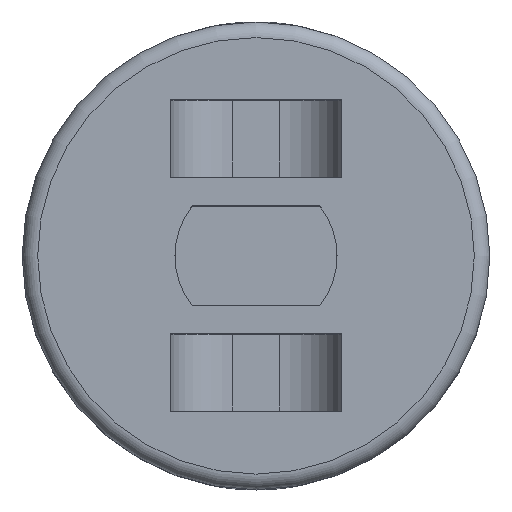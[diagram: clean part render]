
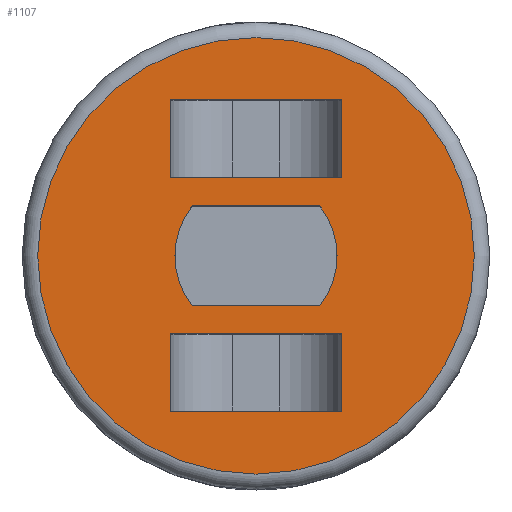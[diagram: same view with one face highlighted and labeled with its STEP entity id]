
A CAD part, top view. The second image highlights one B-rep face of the part: STEP entity #1107.
In plain terms, the highlighted planar face has unit normal (0, 0, 1).
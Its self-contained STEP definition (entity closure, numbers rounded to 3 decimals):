
#45=FACE_BOUND('',#179,.T.);
#46=FACE_BOUND('',#180,.T.);
#47=FACE_BOUND('',#181,.T.);
#67=PLANE('',#1209);
#106=FACE_OUTER_BOUND('',#178,.T.);
#178=EDGE_LOOP('',(#793));
#179=EDGE_LOOP('',(#794,#795,#796,#797));
#180=EDGE_LOOP('',(#798,#799,#800,#801));
#181=EDGE_LOOP('',(#802,#803,#804,#805));
#257=CIRCLE('',#1207,7.);
#259=CIRCLE('',#1210,2.6);
#260=CIRCLE('',#1211,2.6);
#348=LINE('',#2111,#403);
#349=LINE('',#2115,#404);
#350=LINE('',#2119,#405);
#351=LINE('',#2121,#406);
#352=LINE('',#2123,#407);
#353=LINE('',#2124,#408);
#354=LINE('',#2127,#409);
#355=LINE('',#2129,#410);
#356=LINE('',#2131,#411);
#357=LINE('',#2132,#412);
#403=VECTOR('',#1393,10.);
#404=VECTOR('',#1396,10.);
#405=VECTOR('',#1399,10.);
#406=VECTOR('',#1400,10.);
#407=VECTOR('',#1401,10.);
#408=VECTOR('',#1402,10.);
#409=VECTOR('',#1403,10.);
#410=VECTOR('',#1404,10.);
#411=VECTOR('',#1405,10.);
#412=VECTOR('',#1406,10.);
#483=VERTEX_POINT('',#2105);
#484=VERTEX_POINT('',#2109);
#485=VERTEX_POINT('',#2110);
#486=VERTEX_POINT('',#2112);
#487=VERTEX_POINT('',#2114);
#488=VERTEX_POINT('',#2117);
#489=VERTEX_POINT('',#2118);
#490=VERTEX_POINT('',#2120);
#491=VERTEX_POINT('',#2122);
#492=VERTEX_POINT('',#2125);
#493=VERTEX_POINT('',#2126);
#494=VERTEX_POINT('',#2128);
#495=VERTEX_POINT('',#2130);
#602=EDGE_CURVE('',#483,#483,#257,.T.);
#604=EDGE_CURVE('',#484,#485,#348,.T.);
#605=EDGE_CURVE('',#485,#486,#259,.T.);
#606=EDGE_CURVE('',#486,#487,#349,.T.);
#607=EDGE_CURVE('',#487,#484,#260,.T.);
#608=EDGE_CURVE('',#488,#489,#350,.T.);
#609=EDGE_CURVE('',#489,#490,#351,.T.);
#610=EDGE_CURVE('',#490,#491,#352,.T.);
#611=EDGE_CURVE('',#491,#488,#353,.T.);
#612=EDGE_CURVE('',#492,#493,#354,.T.);
#613=EDGE_CURVE('',#493,#494,#355,.T.);
#614=EDGE_CURVE('',#494,#495,#356,.T.);
#615=EDGE_CURVE('',#495,#492,#357,.T.);
#793=ORIENTED_EDGE('',*,*,#602,.F.);
#794=ORIENTED_EDGE('',*,*,#604,.T.);
#795=ORIENTED_EDGE('',*,*,#605,.T.);
#796=ORIENTED_EDGE('',*,*,#606,.T.);
#797=ORIENTED_EDGE('',*,*,#607,.T.);
#798=ORIENTED_EDGE('',*,*,#608,.T.);
#799=ORIENTED_EDGE('',*,*,#609,.T.);
#800=ORIENTED_EDGE('',*,*,#610,.T.);
#801=ORIENTED_EDGE('',*,*,#611,.T.);
#802=ORIENTED_EDGE('',*,*,#612,.T.);
#803=ORIENTED_EDGE('',*,*,#613,.T.);
#804=ORIENTED_EDGE('',*,*,#614,.T.);
#805=ORIENTED_EDGE('',*,*,#615,.T.);
#1107=ADVANCED_FACE('',(#106,#45,#46,#47),#67,.T.);
#1207=AXIS2_PLACEMENT_3D('',#2106,#1387,#1388);
#1209=AXIS2_PLACEMENT_3D('',#2108,#1391,#1392);
#1210=AXIS2_PLACEMENT_3D('',#2113,#1394,#1395);
#1211=AXIS2_PLACEMENT_3D('',#2116,#1397,#1398);
#1387=DIRECTION('center_axis',(0.,0.,-1.));
#1388=DIRECTION('ref_axis',(1.,0.,0.));
#1391=DIRECTION('center_axis',(0.,0.,1.));
#1392=DIRECTION('ref_axis',(1.,0.,0.));
#1393=DIRECTION('',(-1.,0.,0.));
#1394=DIRECTION('center_axis',(0.,0.,-1.));
#1395=DIRECTION('ref_axis',(1.,0.,0.));
#1396=DIRECTION('',(1.,0.,0.));
#1397=DIRECTION('center_axis',(0.,0.,-1.));
#1398=DIRECTION('ref_axis',(1.,0.,0.));
#1399=DIRECTION('',(0.,-1.,0.));
#1400=DIRECTION('',(-1.,0.,0.));
#1401=DIRECTION('',(0.,1.,0.));
#1402=DIRECTION('',(1.,0.,0.));
#1403=DIRECTION('',(-1.,0.,0.));
#1404=DIRECTION('',(0.,1.,0.));
#1405=DIRECTION('',(1.,0.,0.));
#1406=DIRECTION('',(0.,-1.,0.));
#2105=CARTESIAN_POINT('',(-7.,0.,37.15));
#2106=CARTESIAN_POINT('Origin',(0.,0.,37.15));
#2108=CARTESIAN_POINT('Origin',(0.,0.,37.15));
#2109=CARTESIAN_POINT('',(2.049,-1.6,37.15));
#2110=CARTESIAN_POINT('',(-2.049,-1.6,37.15));
#2111=CARTESIAN_POINT('',(1.025,-1.6,37.15));
#2112=CARTESIAN_POINT('',(-2.049,1.6,37.15));
#2113=CARTESIAN_POINT('Origin',(0.,0.,37.15));
#2114=CARTESIAN_POINT('',(2.049,1.6,37.15));
#2115=CARTESIAN_POINT('',(-1.025,1.6,37.15));
#2116=CARTESIAN_POINT('Origin',(0.,0.,37.15));
#2117=CARTESIAN_POINT('',(2.75,-2.5,37.15));
#2118=CARTESIAN_POINT('',(2.75,-5.,37.15));
#2119=CARTESIAN_POINT('',(2.75,-1.25,37.15));
#2120=CARTESIAN_POINT('',(-2.75,-5.,37.15));
#2121=CARTESIAN_POINT('',(1.375,-5.,37.15));
#2122=CARTESIAN_POINT('',(-2.75,-2.5,37.15));
#2123=CARTESIAN_POINT('',(-2.75,-2.5,37.15));
#2124=CARTESIAN_POINT('',(-1.375,-2.5,37.15));
#2125=CARTESIAN_POINT('',(2.75,2.5,37.15));
#2126=CARTESIAN_POINT('',(-2.75,2.5,37.15));
#2127=CARTESIAN_POINT('',(1.375,2.5,37.15));
#2128=CARTESIAN_POINT('',(-2.75,5.,37.15));
#2129=CARTESIAN_POINT('',(-2.75,1.25,37.15));
#2130=CARTESIAN_POINT('',(2.75,5.,37.15));
#2131=CARTESIAN_POINT('',(-1.375,5.,37.15));
#2132=CARTESIAN_POINT('',(2.75,2.5,37.15));
